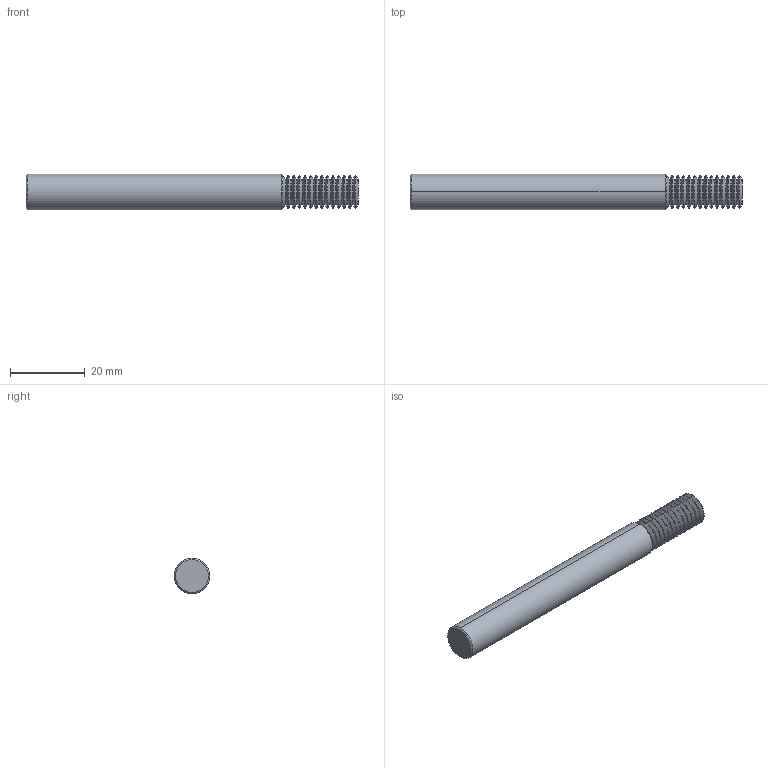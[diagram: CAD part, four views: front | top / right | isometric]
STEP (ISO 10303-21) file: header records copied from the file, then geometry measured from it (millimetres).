
FILE_DESCRIPTION (( 'STEP AP203' ), '1' );
FILE_NAME ('TM12-1.5MM-H.STEP', '2021-11-02T20:35:00', ( '' ), ( '' ), 'SwSTEP 2.0', 'SolidWorks 2020', '' );
FILE_SCHEMA (( 'CONFIG_CONTROL_DESIGN' ));
Length unit declared in the file: inch
Products named in the file (1): TM12-1.5MM-H
Bounding box: 88.9 x 9.52 x 9.52 mm (x, y, z)
Volume: 5837.3 mm3; surface area: 3022.3 mm2
Topology: 1 solids, 1 shells, 144 faces, 286 edges, 144 vertices
Faces by surface type: cone 58, torus 54, cylinder 30, plane 2
Entity records: 3727 total; most frequent: DIRECTION 774, CARTESIAN_POINT 575, ORIENTED_EDGE 572, AXIS2_PLACEMENT_3D 343, EDGE_CURVE 286, CIRCLE 198, VERTEX_POINT 144, EDGE_LOOP 144
